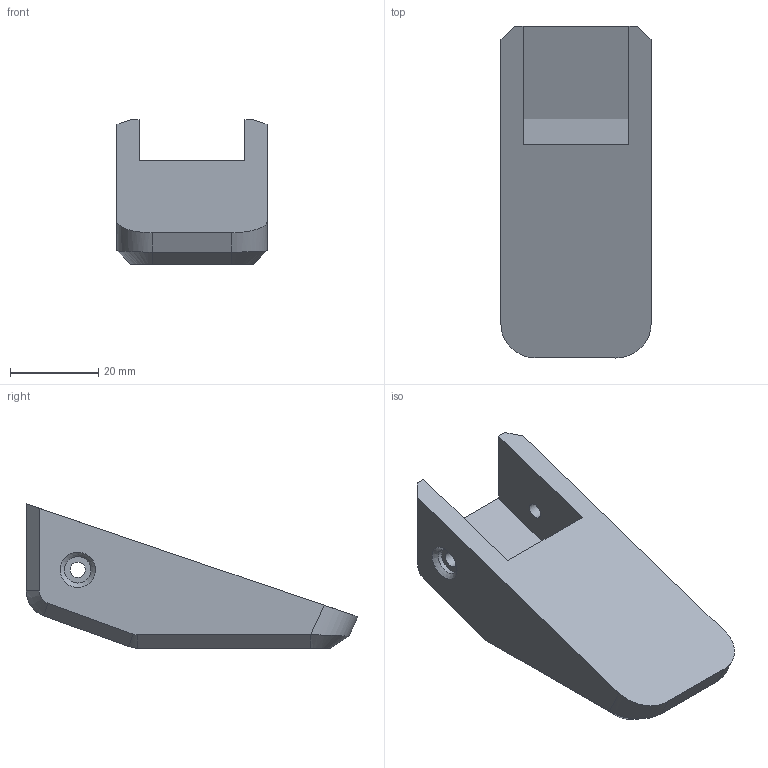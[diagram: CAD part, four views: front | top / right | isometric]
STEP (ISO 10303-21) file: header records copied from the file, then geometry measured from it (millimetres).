
FILE_DESCRIPTION(('HOOPS Exchange Step'),'2;1');
FILE_NAME('temp_export','2026-02-07T13:42:04-06:00',('mobile'),('Shapr3D Limited'),'HOOPS Exchange 2025.9','Shapr3D','Authorized');
FILE_SCHEMA( ('AP242_MANAGED_MODEL_BASED_3D_ENGINEERING_MIM_LF {1 0 10303 442 1 1 4}') );
Length unit declared in the file: millimetre
Products named in the file (3): Grip; Back; root
Assembly tree (2 placements, depth 3):
  root
    Back
      Grip
Bounding box: 34 x 75.2 x 32.7 mm (x, y, z)
Volume: 35334.7 mm3; surface area: 9275.2 mm2
Topology: 1 solids, 1 shells, 36 faces, 82 edges, 50 vertices
Faces by surface type: plane 20, cylinder 8, cone 6, bspline 2
Full cylindrical faces by diameter (mm): 3.5 x2, 6 x2
Entity records: 1255 total; most frequent: CARTESIAN_POINT 371, DIRECTION 170, ORIENTED_EDGE 164, EDGE_CURVE 82, AXIS2_PLACEMENT_3D 58, VECTOR 54, LINE 54, VERTEX_POINT 50
